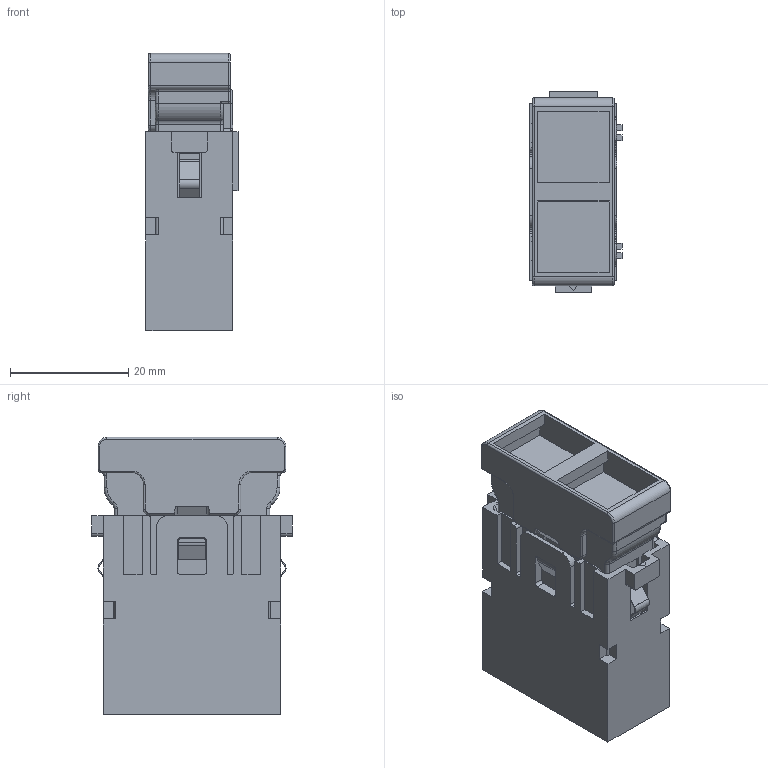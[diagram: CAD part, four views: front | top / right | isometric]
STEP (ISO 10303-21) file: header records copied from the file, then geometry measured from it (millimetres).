
FILE_DESCRIPTION(('Creo Elements/Direct Modeling STEP Export'),'2;1');
FILE_NAME('0ln7uvk5ab88rrj5592','2021-04-22T16:35:30',(''),(''),'Creo Elements/Direct Modeling STEP processor for AP214 (Solid Model)','Creo Elements/Direct Modeling 20.1B 02-Apr-2019 (C) Parametric Technology GmbH','');
FILE_SCHEMA(('AUTOMOTIVE_DESIGN { 1 0 10303 214 1 1 1 1 }'));
Length unit declared in the file: millimetre
Products named in the file (2): CX 08 D5GM2
Assembly tree (1 placements, depth 2):
  CX 08 D5GM2
    CX 08 D5GM2
Bounding box: 15.6 x 34 x 46.95 mm (x, y, z)
Volume: 15102.8 mm3; surface area: 12929.1 mm2
Topology: 1 solids, 1 shells, 691 faces, 2171 edges, 1499 vertices
Faces by surface type: plane 407, cylinder 215, torus 30, cone 18, bspline 16, sphere 5
Entity records: 29029 total; most frequent: CARTESIAN_POINT 6545, ORIENTED_EDGE 4332, DIRECTION 3680, EDGE_CURVE 2166, VECTOR 1516, LINE 1516, VERTEX_POINT 1499, AXIS2_PLACEMENT_3D 1082
